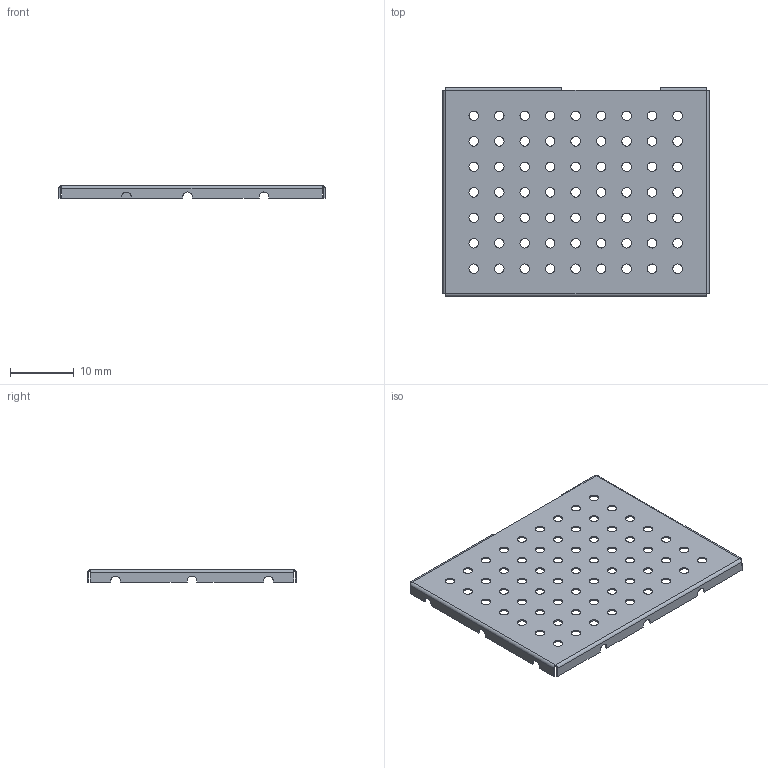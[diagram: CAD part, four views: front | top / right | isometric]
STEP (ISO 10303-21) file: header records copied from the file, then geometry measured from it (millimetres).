
FILE_DESCRIPTION (( 'STEP AP214' ), '1' );
FILE_NAME ('t-domain-shield.STEP', '2020-04-20T16:47:27', ( '' ), ( '' ), 'SwSTEP 2.0', 'SolidWorks 2019', '' );
FILE_SCHEMA (( 'AUTOMOTIVE_DESIGN' ));
Length unit declared in the file: millimetre
Products named in the file (1): t-domain-shield
Bounding box: 41.8 x 32.8 x 2 mm (x, y, z)
Volume: 290.8 mm3; surface area: 3003.8 mm2
Topology: 1 solids, 1 shells, 214 faces, 598 edges, 386 vertices
Faces by surface type: cylinder 147, plane 67
Entity records: 7258 total; most frequent: DIRECTION 1322, CARTESIAN_POINT 1199, ORIENTED_EDGE 1196, EDGE_CURVE 598, AXIS2_PLACEMENT_3D 509, VERTEX_POINT 386, EDGE_LOOP 340, VECTOR 304
